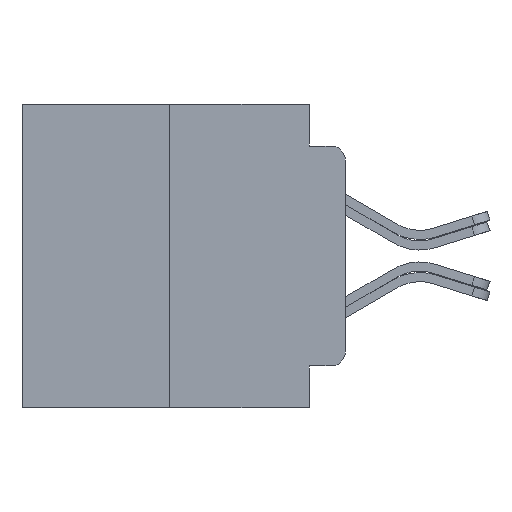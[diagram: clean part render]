
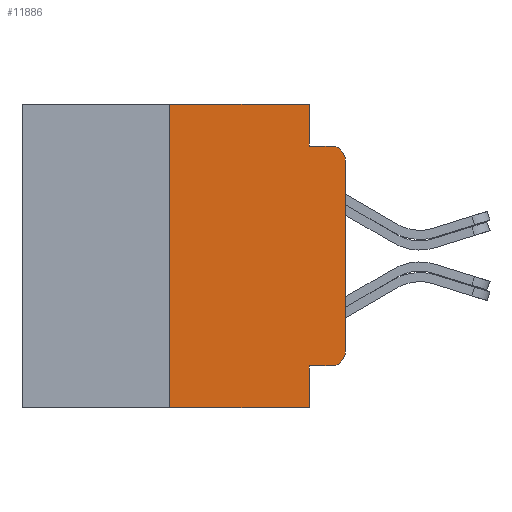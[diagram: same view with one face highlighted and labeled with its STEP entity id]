
A CAD part, left-side view. The second image highlights one B-rep face of the part: STEP entity #11886.
In plain terms, the highlighted planar face has unit normal (-1, 0, 0).
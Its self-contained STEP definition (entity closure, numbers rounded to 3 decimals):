
#419 = ORIENTED_EDGE ( 'NONE', *, *, #16317, .T. ) ;
#1241 = ORIENTED_EDGE ( 'NONE', *, *, #14367, .T. ) ;
#1523 = DIRECTION ( 'NONE',  ( -1., 0., 0. ) ) ;
#2242 = EDGE_CURVE ( 'NONE', #26344, #25616, #8124, .T. ) ;
#2566 = EDGE_CURVE ( 'NONE', #15487, #26344, #25857, .T. ) ;
#2582 = CARTESIAN_POINT ( 'NONE',  ( -75.603, 6.35, -5.486 ) ) ;
#2735 = CARTESIAN_POINT ( 'NONE',  ( -75.603, 6.35, -5.486 ) ) ;
#3179 = CARTESIAN_POINT ( 'NONE',  ( -75.603, 1.295, 5.486 ) ) ;
#3280 = EDGE_LOOP ( 'NONE', ( #24664, #24360, #18970, #419, #14890, #21699, #24498, #19273, #1241, #20941 ) ) ;
#3552 = DIRECTION ( 'NONE',  ( -1., 0., 0. ) ) ;
#5222 = CARTESIAN_POINT ( 'NONE',  ( -75.603, 11.684, 5.486 ) ) ;
#5698 = CARTESIAN_POINT ( 'NONE',  ( -75.603, 0.508, -3.975 ) ) ;
#6032 = DIRECTION ( 'NONE',  ( 0., 0., -1. ) ) ;
#7162 = DIRECTION ( 'NONE',  ( 0., -1., 0. ) ) ;
#7192 = VERTEX_POINT ( 'NONE', #18117 ) ;
#7534 = LINE ( 'NONE', #15807, #24933 ) ;
#7722 = VERTEX_POINT ( 'NONE', #19854 ) ;
#8073 = VERTEX_POINT ( 'NONE', #21012 ) ;
#8124 = LINE ( 'NONE', #11308, #25176 ) ;
#8145 = CARTESIAN_POINT ( 'NONE',  ( -75.603, 1.295, -5.486 ) ) ;
#8507 = EDGE_CURVE ( 'NONE', #10923, #7722, #15925, .T. ) ;
#10291 = DIRECTION ( 'NONE',  ( 0., 0., -1. ) ) ;
#10676 = LINE ( 'NONE', #14015, #18688 ) ;
#10734 = DIRECTION ( 'NONE',  ( 0., 0., -1. ) ) ;
#10923 = VERTEX_POINT ( 'NONE', #2582 ) ;
#11071 = EDGE_CURVE ( 'NONE', #15108, #15487, #25864, .T. ) ;
#11308 = CARTESIAN_POINT ( 'NONE',  ( -75.603, 0., 5.486 ) ) ;
#11886 = ADVANCED_FACE ( 'NONE', ( #12235 ), #23195, .F. ) ;
#11887 = LINE ( 'NONE', #25981, #22303 ) ;
#12235 = FACE_OUTER_BOUND ( 'NONE', #3280, .T. ) ;
#12452 = VERTEX_POINT ( 'NONE', #3179 ) ;
#12470 = CIRCLE ( 'NONE', #18171, 0.508 ) ;
#12647 = AXIS2_PLACEMENT_3D ( 'NONE', #14759, #3552, #10291 ) ;
#13768 = EDGE_CURVE ( 'NONE', #7192, #8073, #10676, .T. ) ;
#14015 = CARTESIAN_POINT ( 'NONE',  ( -75.603, 1.295, 3.975 ) ) ;
#14043 = VERTEX_POINT ( 'NONE', #8145 ) ;
#14367 = EDGE_CURVE ( 'NONE', #10923, #14043, #7534, .T. ) ;
#14759 = CARTESIAN_POINT ( 'NONE',  ( -75.603, 0.508, -3.467 ) ) ;
#14795 = EDGE_CURVE ( 'NONE', #12452, #7192, #11887, .T. ) ;
#14890 = ORIENTED_EDGE ( 'NONE', *, *, #13768, .F. ) ;
#15028 = CARTESIAN_POINT ( 'NONE',  ( -75.603, 0., 3.467 ) ) ;
#15046 = CARTESIAN_POINT ( 'NONE',  ( -75.603, 0.508, 3.467 ) ) ;
#15108 = VERTEX_POINT ( 'NONE', #16150 ) ;
#15487 = VERTEX_POINT ( 'NONE', #5698 ) ;
#15665 = DIRECTION ( 'NONE',  ( 0., 0., 1. ) ) ;
#15740 = EDGE_CURVE ( 'NONE', #7722, #12452, #23977, .T. ) ;
#15807 = CARTESIAN_POINT ( 'NONE',  ( -75.603, 11.684, -5.486 ) ) ;
#15925 = LINE ( 'NONE', #2735, #18395 ) ;
#16150 = CARTESIAN_POINT ( 'NONE',  ( -75.603, 1.295, -3.975 ) ) ;
#16317 = EDGE_CURVE ( 'NONE', #25616, #8073, #12470, .T. ) ;
#16323 = VECTOR ( 'NONE', #19663, 1000. ) ;
#18117 = CARTESIAN_POINT ( 'NONE',  ( -75.603, 1.295, 3.975 ) ) ;
#18171 = AXIS2_PLACEMENT_3D ( 'NONE', #15046, #1523, #6032 ) ;
#18395 = VECTOR ( 'NONE', #20485, 1000. ) ;
#18688 = VECTOR ( 'NONE', #20817, 1000. ) ;
#18970 = ORIENTED_EDGE ( 'NONE', *, *, #2242, .T. ) ;
#19195 = DIRECTION ( 'NONE',  ( 0., 0., -1. ) ) ;
#19273 = ORIENTED_EDGE ( 'NONE', *, *, #8507, .F. ) ;
#19663 = DIRECTION ( 'NONE',  ( 0., -1., 0. ) ) ;
#19854 = CARTESIAN_POINT ( 'NONE',  ( -75.603, 6.35, 5.486 ) ) ;
#20227 = DIRECTION ( 'NONE',  ( 0., -1., 0. ) ) ;
#20485 = DIRECTION ( 'NONE',  ( 0., 0., 1. ) ) ;
#20817 = DIRECTION ( 'NONE',  ( 0., -1., 0. ) ) ;
#20941 = ORIENTED_EDGE ( 'NONE', *, *, #22782, .F. ) ;
#21012 = CARTESIAN_POINT ( 'NONE',  ( -75.603, 0.508, 3.975 ) ) ;
#21112 = CARTESIAN_POINT ( 'NONE',  ( -75.603, 0., -3.467 ) ) ;
#21699 = ORIENTED_EDGE ( 'NONE', *, *, #14795, .F. ) ;
#22303 = VECTOR ( 'NONE', #10734, 1000. ) ;
#22447 = CARTESIAN_POINT ( 'NONE',  ( -75.603, 1.295, 0. ) ) ;
#22782 = EDGE_CURVE ( 'NONE', #15108, #14043, #25560, .T. ) ;
#23107 = VECTOR ( 'NONE', #20227, 1000. ) ;
#23142 = VECTOR ( 'NONE', #27176, 1000. ) ;
#23195 = PLANE ( 'NONE',  #23887 ) ;
#23887 = AXIS2_PLACEMENT_3D ( 'NONE', #5222, #25419, #19195 ) ;
#23977 = LINE ( 'NONE', #26260, #16323 ) ;
#24360 = ORIENTED_EDGE ( 'NONE', *, *, #2566, .T. ) ;
#24498 = ORIENTED_EDGE ( 'NONE', *, *, #15740, .F. ) ;
#24664 = ORIENTED_EDGE ( 'NONE', *, *, #11071, .T. ) ;
#24876 = CARTESIAN_POINT ( 'NONE',  ( -75.603, 1.295, -3.975 ) ) ;
#24933 = VECTOR ( 'NONE', #7162, 1000. ) ;
#25176 = VECTOR ( 'NONE', #15665, 1000. ) ;
#25419 = DIRECTION ( 'NONE',  ( 1., 0., 0. ) ) ;
#25560 = LINE ( 'NONE', #22447, #23142 ) ;
#25616 = VERTEX_POINT ( 'NONE', #15028 ) ;
#25857 = CIRCLE ( 'NONE', #12647, 0.508 ) ;
#25864 = LINE ( 'NONE', #24876, #23107 ) ;
#25981 = CARTESIAN_POINT ( 'NONE',  ( -75.603, 1.295, 0. ) ) ;
#26260 = CARTESIAN_POINT ( 'NONE',  ( -75.603, 11.684, 5.486 ) ) ;
#26344 = VERTEX_POINT ( 'NONE', #21112 ) ;
#27176 = DIRECTION ( 'NONE',  ( 0., 0., -1. ) ) ;
